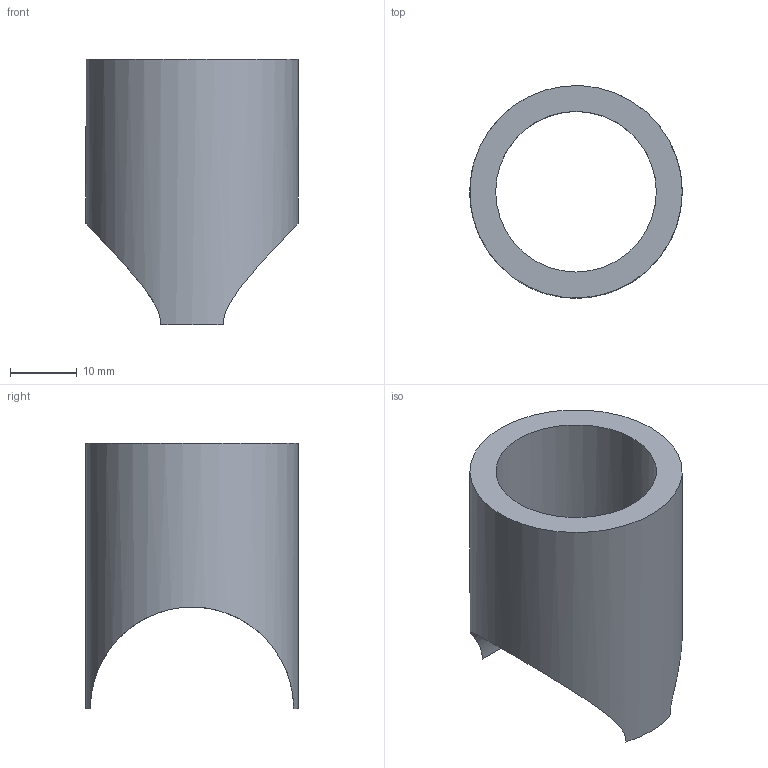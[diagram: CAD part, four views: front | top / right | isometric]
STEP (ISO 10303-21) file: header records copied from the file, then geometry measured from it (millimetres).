
FILE_DESCRIPTION(/* description */ (''),/* implementation_level */ '2;1');
FILE_NAME(/* name */ 'DPLX_P019_Camera Shroud_RevA.stp',/* time_stamp */ '2018-07-31T12:14:22-07:00',/* author */ ('MJ'),/* organization */ (''),/* preprocessor_version */ 'ST-DEVELOPER v16.13',/* originating_system */ 'Autodesk Inventor 2018',/* authorisation */ '');
FILE_SCHEMA (('AUTOMOTIVE_DESIGN { 1 0 10303 214 3 1 1 }'));
Length unit declared in the file: inch
Products named in the file (1): DPLX_P019_Camera Shroud_RevA
Bounding box: 31.75 x 31.75 x 39.65 mm (x, y, z)
Volume: 9785.7 mm3; surface area: 6037.2 mm2
Topology: 1 solids, 1 shells, 6 faces, 13 edges, 9 vertices
Faces by surface type: cylinder 3, plane 3
Full cylindrical faces by diameter (mm): 24 x1, 31.75 x1
Entity records: 304 total; most frequent: CARTESIAN_POINT 146, DIRECTION 24, ORIENTED_EDGE 18, AXIS2_PLACEMENT_3D 11, EDGE_LOOP 10, EDGE_CURVE 9, VERTEX_POINT 7, FACE_OUTER_BOUND 6
